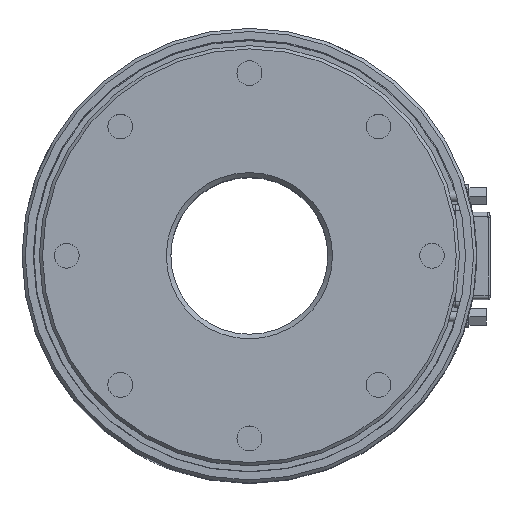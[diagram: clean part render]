
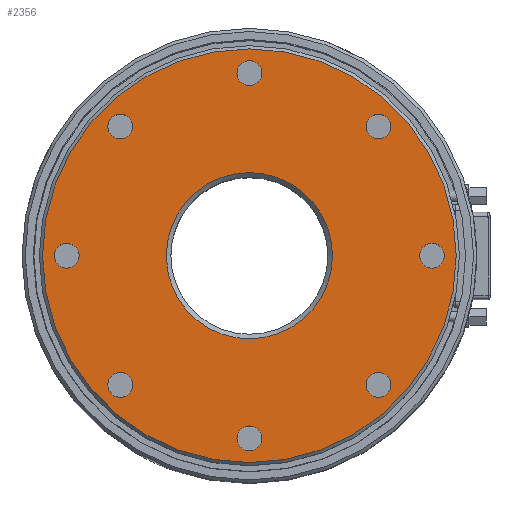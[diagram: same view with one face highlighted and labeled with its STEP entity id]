
A CAD part, top view. The second image highlights one B-rep face of the part: STEP entity #2356.
In plain terms, the highlighted planar face has unit normal (0, 0, 1).
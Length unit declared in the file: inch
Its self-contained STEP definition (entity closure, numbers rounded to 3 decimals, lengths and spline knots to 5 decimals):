
#1631=CARTESIAN_POINT('',(22.60961,-2.,11.5935));
#1632=VERTEX_POINT('',#1631);
#1633=CARTESIAN_POINT('',(22.47361,-2.,11.5935));
#1634=DIRECTION('',(0.0,0.0,-1.0));
#1635=DIRECTION('',(1.0,0.0,0.0));
#1636=AXIS2_PLACEMENT_3D('',#1633,#1634,#1635);
#1637=CIRCLE('',#1636,0.136);
#1638=EDGE_CURVE('',#1632,#1632,#1637,.T.);
#1668=CARTESIAN_POINT('',(23.98399,-1.31805,11.5935));
#1669=VERTEX_POINT('',#1668);
#1670=CARTESIAN_POINT('',(23.88782,-1.41421,11.5935));
#1671=DIRECTION('',(0.0,0.0,-1.));
#1672=DIRECTION('',(0.707,0.707,0.0));
#1673=AXIS2_PLACEMENT_3D('',#1670,#1671,#1672);
#1674=CIRCLE('',#1673,0.136);
#1675=EDGE_CURVE('',#1669,#1669,#1674,.T.);
#1705=CARTESIAN_POINT('',(24.47361,0.136,11.5935));
#1706=VERTEX_POINT('',#1705);
#1707=CARTESIAN_POINT('',(24.47361,0.,11.5935));
#1708=DIRECTION('',(0.0,0.0,-1.0));
#1709=DIRECTION('',(0.0,1.0,0.0));
#1710=AXIS2_PLACEMENT_3D('',#1707,#1708,#1709);
#1711=CIRCLE('',#1710,0.136);
#1712=EDGE_CURVE('',#1706,#1706,#1711,.T.);
#1742=CARTESIAN_POINT('',(23.79166,1.51038,11.5935));
#1743=VERTEX_POINT('',#1742);
#1744=CARTESIAN_POINT('',(23.88782,1.41421,11.5935));
#1745=DIRECTION('',(0.0,0.0,-1.));
#1746=DIRECTION('',(-0.707,0.707,0.0));
#1747=AXIS2_PLACEMENT_3D('',#1744,#1745,#1746);
#1748=CIRCLE('',#1747,0.136);
#1749=EDGE_CURVE('',#1743,#1743,#1748,.T.);
#1779=CARTESIAN_POINT('',(22.33761,2.,11.5935));
#1780=VERTEX_POINT('',#1779);
#1781=CARTESIAN_POINT('',(22.47361,2.,11.5935));
#1782=DIRECTION('',(0.0,0.0,-1.0));
#1783=DIRECTION('',(-1.0,0.0,0.0));
#1784=AXIS2_PLACEMENT_3D('',#1781,#1782,#1783);
#1785=CIRCLE('',#1784,0.136);
#1786=EDGE_CURVE('',#1780,#1780,#1785,.T.);
#1816=CARTESIAN_POINT('',(20.96323,1.31805,11.5935));
#1817=VERTEX_POINT('',#1816);
#1818=CARTESIAN_POINT('',(21.0594,1.41421,11.5935));
#1819=DIRECTION('',(0.0,0.0,-1.));
#1820=DIRECTION('',(-0.707,-0.707,0.0));
#1821=AXIS2_PLACEMENT_3D('',#1818,#1819,#1820);
#1822=CIRCLE('',#1821,0.136);
#1823=EDGE_CURVE('',#1817,#1817,#1822,.T.);
#1853=CARTESIAN_POINT('',(20.47361,-0.136,11.5935));
#1854=VERTEX_POINT('',#1853);
#1855=CARTESIAN_POINT('',(20.47361,0.,11.5935));
#1856=DIRECTION('',(0.0,0.0,-1.0));
#1857=DIRECTION('',(0.0,-1.0,0.0));
#1858=AXIS2_PLACEMENT_3D('',#1855,#1856,#1857);
#1859=CIRCLE('',#1858,0.136);
#1860=EDGE_CURVE('',#1854,#1854,#1859,.T.);
#1890=CARTESIAN_POINT('',(21.15556,-1.51038,11.5935));
#1891=VERTEX_POINT('',#1890);
#1892=CARTESIAN_POINT('',(21.0594,-1.41421,11.5935));
#1893=DIRECTION('',(0.0,0.0,-1.0));
#1894=DIRECTION('',(0.707,-0.707,0.0));
#1895=AXIS2_PLACEMENT_3D('',#1892,#1893,#1894);
#1896=CIRCLE('',#1895,0.136);
#1897=EDGE_CURVE('',#1891,#1891,#1896,.T.);
#2281=CARTESIAN_POINT('',(23.38361,0.,11.5935));
#2282=VERTEX_POINT('',#2281);
#2283=CARTESIAN_POINT('',(22.47361,0.,11.5935));
#2284=DIRECTION('',(0.0,0.0,1.0));
#2285=DIRECTION('',(-1.0,0.0,0.0));
#2286=AXIS2_PLACEMENT_3D('',#2283,#2284,#2285);
#2287=CIRCLE('',#2286,0.91);
#2288=EDGE_CURVE('',#2282,#2282,#2287,.T.);
#2313=CARTESIAN_POINT('',(23.62361,0.,11.5935));
#2314=DIRECTION('',(0.0,0.0,1.0));
#2315=DIRECTION('',(1.0,0.0,0.0));
#2316=AXIS2_PLACEMENT_3D('',#2313,#2314,#2315);
#2317=PLANE('',#2316);
#2318=CARTESIAN_POINT('',(24.73861,0.,11.5935));
#2319=VERTEX_POINT('',#2318);
#2320=CARTESIAN_POINT('',(22.47361,0.,11.5935));
#2321=DIRECTION('',(0.0,0.0,-1.0));
#2322=DIRECTION('',(-1.0,0.0,0.0));
#2323=AXIS2_PLACEMENT_3D('',#2320,#2321,#2322);
#2324=CIRCLE('',#2323,2.265);
#2325=EDGE_CURVE('',#2319,#2319,#2324,.T.);
#2326=ORIENTED_EDGE('',*,*,#2325,.F.);
#2327=EDGE_LOOP('',(#2326));
#2328=FACE_OUTER_BOUND('',#2327,.T.);
#2329=ORIENTED_EDGE('',*,*,#2288,.F.);
#2330=EDGE_LOOP('',(#2329));
#2331=FACE_BOUND('',#2330,.T.);
#2332=ORIENTED_EDGE('',*,*,#1897,.T.);
#2333=EDGE_LOOP('',(#2332));
#2334=FACE_BOUND('',#2333,.T.);
#2335=ORIENTED_EDGE('',*,*,#1860,.T.);
#2336=EDGE_LOOP('',(#2335));
#2337=FACE_BOUND('',#2336,.T.);
#2338=ORIENTED_EDGE('',*,*,#1823,.T.);
#2339=EDGE_LOOP('',(#2338));
#2340=FACE_BOUND('',#2339,.T.);
#2341=ORIENTED_EDGE('',*,*,#1786,.T.);
#2342=EDGE_LOOP('',(#2341));
#2343=FACE_BOUND('',#2342,.T.);
#2344=ORIENTED_EDGE('',*,*,#1749,.T.);
#2345=EDGE_LOOP('',(#2344));
#2346=FACE_BOUND('',#2345,.T.);
#2347=ORIENTED_EDGE('',*,*,#1712,.T.);
#2348=EDGE_LOOP('',(#2347));
#2349=FACE_BOUND('',#2348,.T.);
#2350=ORIENTED_EDGE('',*,*,#1675,.T.);
#2351=EDGE_LOOP('',(#2350));
#2352=FACE_BOUND('',#2351,.T.);
#2353=ORIENTED_EDGE('',*,*,#1638,.T.);
#2354=EDGE_LOOP('',(#2353));
#2355=FACE_BOUND('',#2354,.T.);
#2356=ADVANCED_FACE('',(#2328,#2331,#2334,#2337,#2340,#2343,#2346,#2349,#2352,#2355),#2317,.T.);
